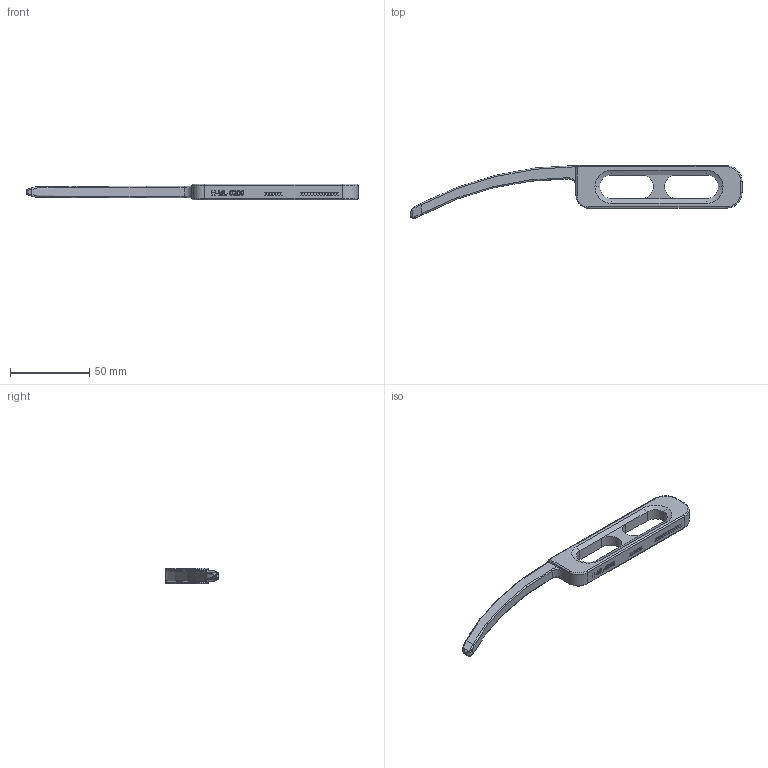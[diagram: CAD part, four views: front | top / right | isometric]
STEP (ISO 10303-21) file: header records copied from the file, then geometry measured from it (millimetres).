
FILE_DESCRIPTION (( 'STEP AP214' ), '1' );
FILE_NAME ('10-HML-0200.STEP', '2024-06-03T14:16:58', ( '' ), ( '' ), 'SwSTEP 2.0', 'SolidWorks 2023', '' );
FILE_SCHEMA (( 'AUTOMOTIVE_DESIGN' ));
Length unit declared in the file: millimetre
Products named in the file (1): 10-HML-0200
Bounding box: 209.99 x 33.52 x 10 mm (x, y, z)
Volume: 22750.6 mm3; surface area: 10294.1 mm2
Topology: 1 solids, 1 shells, 137 faces, 818 edges, 737 vertices
Faces by surface type: plane 74, cylinder 29, torus 20, bspline 14
Entity records: 10576 total; most frequent: CARTESIAN_POINT 4295, ORIENTED_EDGE 1632, DIRECTION 913, EDGE_CURVE 816, VERTEX_POINT 737, LINE 495, VECTOR 495, B_SPLINE_CURVE_WITH_KNOTS 218
